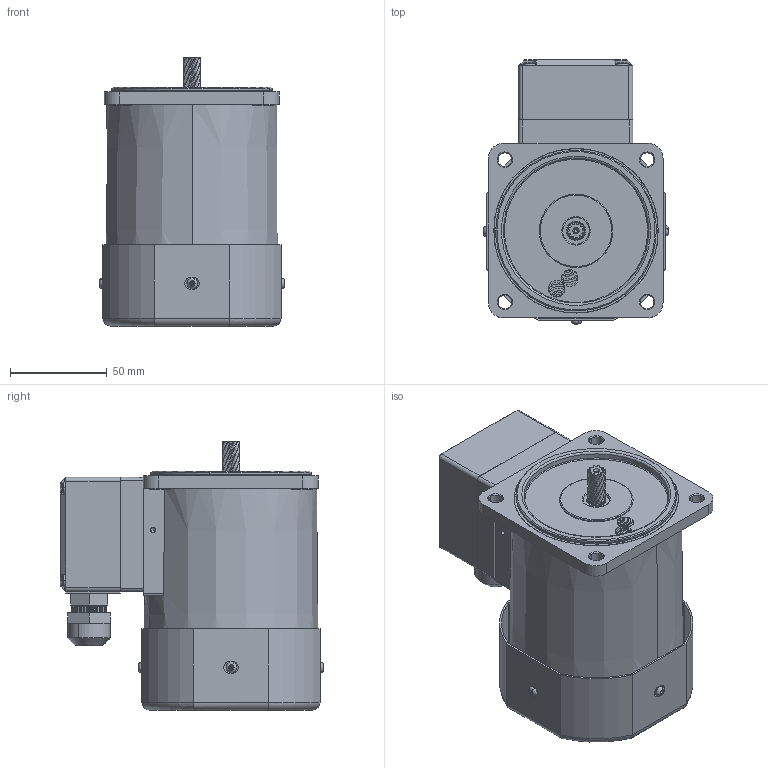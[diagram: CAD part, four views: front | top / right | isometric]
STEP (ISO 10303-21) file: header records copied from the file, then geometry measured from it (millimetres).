
FILE_DESCRIPTION (( 'STEP AP203' ), '1' );
FILE_NAME ('5IK60GN-¡¼FTs-5C081¡¼7000Z0.STEP', '2017-10-13T00:19:29', ( '' ), ( '' ), 'SwSTEP 2.0', 'SolidWorks 2010', '' );
FILE_SCHEMA (( 'CONFIG_CONTROL_DESIGN' ));
Length unit declared in the file: millimetre
Products named in the file (12): 5IK60GN-〖FTs-5C081〖7000Z0; 成品180度; Ts下蓋; 丸頭十字螺絲M3x6_B18.6.7M - M3 x 0.5 x 8 Type I Cross Recessed PHMS --8C; M560Ts-F; 上蓋 C583-30; 風扇蓋FC-9042-21; 60GN; Ts下墊片; Ts上蓋; 出線頭 Ver.2; 圓頭十字螺絲 M3 x 40 --40N_JIS B 1111 Binding head screw M3 x 40 --40N
Assembly tree (17 placements, depth 3):
  5IK60GN-〖FTs-5C081〖7000Z0
    60GN
    成品180度
      圓頭十字螺絲 M3 x 40 --40N_JIS B 1111 Binding head screw M3 x 40 --40N  x4
      出線頭 Ver.2
      Ts下蓋
      Ts下墊片
      Ts上蓋
    風扇蓋FC-9042-21
    丸頭十字螺絲M3x6_B18.6.7M - M3 x 0.5 x 8 Type I Cross Recessed PHMS --8C  x4
    M560Ts-F
    上蓋 C583-30
Bounding box: 95.99 x 136.29 x 138.5 mm (x, y, z)
Volume: 846885 mm3; surface area: 135764 mm2
Topology: 16 solids, 16 shells, 2886 faces, 7550 edges, 4750 vertices
Faces by surface type: cone 1354, cylinder 1076, plane 343, torus 75, bspline 22, sphere 16
Entity records: 61437 total; most frequent: CARTESIAN_POINT 27582, DIRECTION 7414, ORIENTED_EDGE 6616, EDGE_CURVE 3308, AXIS2_PLACEMENT_3D 3026, VERTEX_POINT 2101, CIRCLE 1740, EDGE_LOOP 1411
